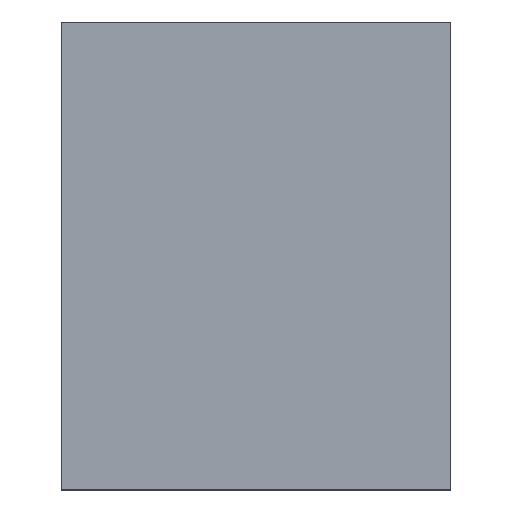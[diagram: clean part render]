
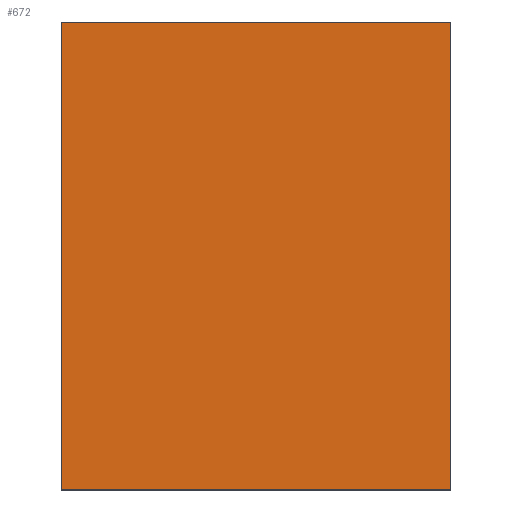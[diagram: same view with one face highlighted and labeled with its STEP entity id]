
A CAD part, top view. The second image highlights one B-rep face of the part: STEP entity #672.
In plain terms, the highlighted planar face has unit normal (0, 0, 1).
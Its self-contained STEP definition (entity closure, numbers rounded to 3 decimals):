
#100 = VECTOR ( 'NONE', #283, 1000. ) ;
#102 = VECTOR ( 'NONE', #289, 1000. ) ;
#108 = VECTOR ( 'NONE', #307, 1000. ) ;
#109 = VECTOR ( 'NONE', #310, 1000. ) ;
#281 = LINE ( 'NONE', #282, #100 ) ;
#282 = CARTESIAN_POINT ( 'NONE',  ( -15., 18., 40. ) ) ;
#283 = DIRECTION ( 'NONE',  ( -1., 0., 0. ) ) ;
#287 = LINE ( 'NONE', #288, #102 ) ;
#288 = CARTESIAN_POINT ( 'NONE',  ( 15., 18., 40. ) ) ;
#289 = DIRECTION ( 'NONE',  ( 0., 1., 0. ) ) ;
#305 = LINE ( 'NONE', #306, #108 ) ;
#306 = CARTESIAN_POINT ( 'NONE',  ( -15., -18., 40. ) ) ;
#307 = DIRECTION ( 'NONE',  ( 1., 0., 0. ) ) ;
#308 = LINE ( 'NONE', #309, #109 ) ;
#309 = CARTESIAN_POINT ( 'NONE',  ( -15., 18., 40. ) ) ;
#310 = DIRECTION ( 'NONE',  ( 0., -1., 0. ) ) ;
#326 = CARTESIAN_POINT ( 'NONE',  ( 15., 18., 40. ) ) ;
#327 = CARTESIAN_POINT ( 'NONE',  ( 15., -18., 40. ) ) ;
#331 = CARTESIAN_POINT ( 'NONE',  ( -15., 18., 40. ) ) ;
#335 = CARTESIAN_POINT ( 'NONE',  ( -15., -18., 40. ) ) ;
#510 = FACE_OUTER_BOUND ( 'NONE', #974, .T. ) ;
#608 = AXIS2_PLACEMENT_3D ( 'NONE', #1239, #1240, #1241 ) ;
#672 = ADVANCED_FACE ( 'NONE', ( #510 ), #1238, .T. ) ;
#868 = EDGE_CURVE ( 'NONE', #1032, #1037, #281, .T. ) ;
#870 = EDGE_CURVE ( 'NONE', #1033, #1032, #287, .T. ) ;
#876 = EDGE_CURVE ( 'NONE', #1041, #1033, #305, .T. ) ;
#877 = EDGE_CURVE ( 'NONE', #1037, #1041, #308, .T. ) ;
#974 = EDGE_LOOP ( 'NONE', ( #1165, #1161, #1159, #1160 ) ) ;
#1032 = VERTEX_POINT ( 'NONE', #326 ) ;
#1033 = VERTEX_POINT ( 'NONE', #327 ) ;
#1037 = VERTEX_POINT ( 'NONE', #331 ) ;
#1041 = VERTEX_POINT ( 'NONE', #335 ) ;
#1159 = ORIENTED_EDGE ( 'NONE', *, *, #877, .T. ) ;
#1160 = ORIENTED_EDGE ( 'NONE', *, *, #876, .T. ) ;
#1161 = ORIENTED_EDGE ( 'NONE', *, *, #868, .T. ) ;
#1165 = ORIENTED_EDGE ( 'NONE', *, *, #870, .T. ) ;
#1238 = PLANE ( 'NONE',  #608 ) ;
#1239 = CARTESIAN_POINT ( 'NONE',  ( 0., 0., 40. ) ) ;
#1240 = DIRECTION ( 'NONE',  ( 0., 0., 1. ) ) ;
#1241 = DIRECTION ( 'NONE',  ( 1., 0., 0. ) ) ;
